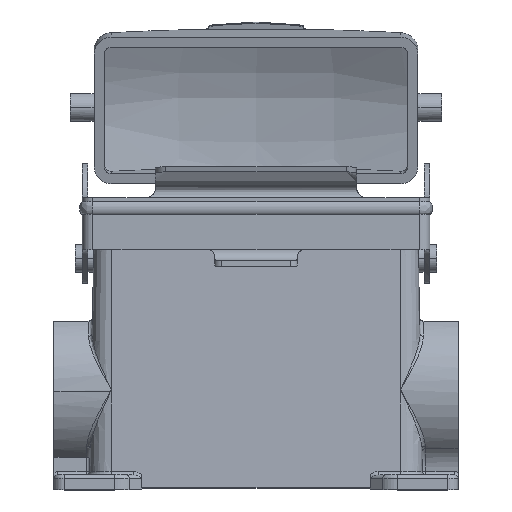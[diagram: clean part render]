
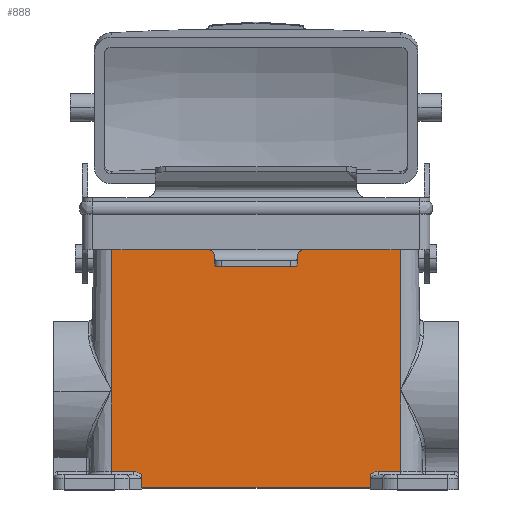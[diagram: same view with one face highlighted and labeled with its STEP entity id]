
A CAD part, top view. The second image highlights one B-rep face of the part: STEP entity #888.
In plain terms, the highlighted planar face has unit normal (0, 0.018, 1).
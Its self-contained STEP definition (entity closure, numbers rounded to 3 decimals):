
#61 = DIRECTION ( 'NONE',  ( 0., 1., -0.017 ) ) ;
#73 = EDGE_CURVE ( 'NONE', #1763, #14555, #21656, .T. ) ;
#169 = LINE ( 'NONE', #22669, #4747 ) ;
#235 = EDGE_CURVE ( 'NONE', #3390, #11891, #169, .T. ) ;
#888 = ADVANCED_FACE ( 'NONE', ( #12095 ), #23801, .T. ) ;
#1147 = DIRECTION ( 'NONE',  ( 0., 1., -0.017 ) ) ;
#1733 = CARTESIAN_POINT ( 'NONE',  ( 33.1, -72.351, 23.073 ) ) ;
#1755 = CARTESIAN_POINT ( 'NONE',  ( -33.1, -72.351, 23.073 ) ) ;
#1763 = VERTEX_POINT ( 'NONE', #9402 ) ;
#1965 = CARTESIAN_POINT ( 'NONE',  ( -41.875, -47.805, 22.644 ) ) ;
#2070 = ORIENTED_EDGE ( 'NONE', *, *, #20153, .F. ) ;
#2634 = CARTESIAN_POINT ( 'NONE',  ( -35.431, -71.467, 23.057 ) ) ;
#2679 = ORIENTED_EDGE ( 'NONE', *, *, #18651, .T. ) ;
#2717 = ORIENTED_EDGE ( 'NONE', *, *, #73, .T. ) ;
#2970 = ORIENTED_EDGE ( 'NONE', *, *, #20570, .T. ) ;
#3108 = DIRECTION ( 'NONE',  ( 0., 1., -0.017 ) ) ;
#3196 = CARTESIAN_POINT ( 'NONE',  ( 33.1, -76.2, 23.14 ) ) ;
#3336 = VECTOR ( 'NONE', #61, 1000. ) ;
#3378 = EDGE_CURVE ( 'NONE', #4353, #1763, #8440, .T. ) ;
#3390 = VERTEX_POINT ( 'NONE', #1965 ) ;
#3651 = LINE ( 'NONE', #14676, #13951 ) ;
#3720 = CARTESIAN_POINT ( 'NONE',  ( 33.627, -71.787, 23.063 ) ) ;
#4124 = ORIENTED_EDGE ( 'NONE', *, *, #3378, .T. ) ;
#4165 = VECTOR ( 'NONE', #5961, 1000. ) ;
#4353 = VERTEX_POINT ( 'NONE', #16940 ) ;
#4422 = VECTOR ( 'NONE', #17695, 1000. ) ;
#4624 = CARTESIAN_POINT ( 'NONE',  ( -33.627, -71.787, 23.063 ) ) ;
#4747 = VECTOR ( 'NONE', #13041, 1000. ) ;
#5262 = VERTEX_POINT ( 'NONE', #11703 ) ;
#5961 = DIRECTION ( 'NONE',  ( 0., 1., -0.017 ) ) ;
#6437 = DIRECTION ( 'NONE',  ( 1., 0., 0. ) ) ;
#6476 = CARTESIAN_POINT ( 'NONE',  ( -41.875, 0., 21.81 ) ) ;
#6537 = CARTESIAN_POINT ( 'NONE',  ( 33.1, -72.351, 23.073 ) ) ;
#6540 = ORIENTED_EDGE ( 'NONE', *, *, #235, .F. ) ;
#6940 = VERTEX_POINT ( 'NONE', #10778 ) ;
#6999 = VERTEX_POINT ( 'NONE', #10951 ) ;
#7096 = LINE ( 'NONE', #17986, #21937 ) ;
#7821 = VECTOR ( 'NONE', #11765, 1000. ) ;
#8409 = DIRECTION ( 'NONE',  ( 0., -1., 0.017 ) ) ;
#8440 = LINE ( 'NONE', #21406, #7821 ) ;
#8954 = AXIS2_PLACEMENT_3D ( 'NONE', #6476, #19987, #8409 ) ;
#9402 = CARTESIAN_POINT ( 'NONE',  ( 41.875, -71.467, 23.057 ) ) ;
#9476 = ORIENTED_EDGE ( 'NONE', *, *, #15116, .T. ) ;
#9529 = CARTESIAN_POINT ( 'NONE',  ( 35.431, -71.467, 23.057 ) ) ;
#10778 = CARTESIAN_POINT ( 'NONE',  ( -33.1, -76.2, 23.14 ) ) ;
#10951 = CARTESIAN_POINT ( 'NONE',  ( -41.875, -71.467, 23.057 ) ) ;
#11703 = CARTESIAN_POINT ( 'NONE',  ( 41.875, -5., 21.897 ) ) ;
#11765 = DIRECTION ( 'NONE',  ( 1., 0., 0. ) ) ;
#11891 = VERTEX_POINT ( 'NONE', #22736 ) ;
#12095 = FACE_OUTER_BOUND ( 'NONE', #12282, .T. ) ;
#12157 = ORIENTED_EDGE ( 'NONE', *, *, #20016, .T. ) ;
#12186 = CARTESIAN_POINT ( 'NONE',  ( -34.47, -71.467, 23.057 ) ) ;
#12248 =( BOUNDED_CURVE ( )  B_SPLINE_CURVE ( 3, ( #2634, #12186, #4624, #18103 ),
 .UNSPECIFIED., .F., .F. ) 
 B_SPLINE_CURVE_WITH_KNOTS ( ( 4, 4 ),
 ( 1.595, 2.574 ),
 .UNSPECIFIED. ) 
 CURVE ( )  GEOMETRIC_REPRESENTATION_ITEM ( )  RATIONAL_B_SPLINE_CURVE ( ( 1., 0.922, 0.922, 1. ) ) 
 REPRESENTATION_ITEM ( '' )  );
#12282 = EDGE_LOOP ( 'NONE', ( #2679, #2070, #12157, #19720, #2970, #4124, #2717, #19985, #23629, #6540, #24359, #9476 ) ) ;
#12521 = VECTOR ( 'NONE', #20871, 1000. ) ;
#12716 = CARTESIAN_POINT ( 'NONE',  ( -33.1, 0., 21.81 ) ) ;
#12810 = LINE ( 'NONE', #12716, #23109 ) ;
#13041 = DIRECTION ( 'NONE',  ( 0., 1., -0.017 ) ) ;
#13186 = CARTESIAN_POINT ( 'NONE',  ( -41.875, -71.467, 23.057 ) ) ;
#13584 = CARTESIAN_POINT ( 'NONE',  ( 41.875, -47.805, 22.644 ) ) ;
#13603 = CARTESIAN_POINT ( 'NONE',  ( 33.1, 0., 21.81 ) ) ;
#13951 = VECTOR ( 'NONE', #3108, 1000. ) ;
#14051 = EDGE_CURVE ( 'NONE', #6999, #3390, #19560, .T. ) ;
#14555 = VERTEX_POINT ( 'NONE', #13584 ) ;
#14676 = CARTESIAN_POINT ( 'NONE',  ( 41.875, 0., 21.81 ) ) ;
#14776 = VERTEX_POINT ( 'NONE', #6537 ) ;
#15116 = EDGE_CURVE ( 'NONE', #6999, #18669, #22184, .T. ) ;
#15249 = EDGE_CURVE ( 'NONE', #5262, #11891, #24330, .T. ) ;
#16495 = VECTOR ( 'NONE', #22040, 1000. ) ;
#16940 = CARTESIAN_POINT ( 'NONE',  ( 35.431, -71.467, 23.057 ) ) ;
#17695 = DIRECTION ( 'NONE',  ( -1., 0., 0. ) ) ;
#17986 = CARTESIAN_POINT ( 'NONE',  ( 41.875, -76.2, 23.14 ) ) ;
#17994 = EDGE_CURVE ( 'NONE', #14555, #5262, #3651, .T. ) ;
#18103 = CARTESIAN_POINT ( 'NONE',  ( -33.1, -72.351, 23.073 ) ) ;
#18162 = EDGE_CURVE ( 'NONE', #20186, #14776, #23914, .T. ) ;
#18179 = CARTESIAN_POINT ( 'NONE',  ( 41.875, 0., 21.81 ) ) ;
#18651 = EDGE_CURVE ( 'NONE', #18669, #18928, #12248, .T. ) ;
#18669 = VERTEX_POINT ( 'NONE', #23778 ) ;
#18928 = VERTEX_POINT ( 'NONE', #1755 ) ;
#19475 = CARTESIAN_POINT ( 'NONE',  ( -41.875, 0., 21.81 ) ) ;
#19560 = LINE ( 'NONE', #19475, #4165 ) ;
#19652 = CARTESIAN_POINT ( 'NONE',  ( -41.875, -5., 21.897 ) ) ;
#19720 = ORIENTED_EDGE ( 'NONE', *, *, #18162, .T. ) ;
#19985 = ORIENTED_EDGE ( 'NONE', *, *, #17994, .T. ) ;
#19987 = DIRECTION ( 'NONE',  ( 0., 0.017, 1. ) ) ;
#20016 = EDGE_CURVE ( 'NONE', #6940, #20186, #7096, .T. ) ;
#20153 = EDGE_CURVE ( 'NONE', #6940, #18928, #12810, .T. ) ;
#20186 = VERTEX_POINT ( 'NONE', #3196 ) ;
#20570 = EDGE_CURVE ( 'NONE', #14776, #4353, #21895, .T. ) ;
#20871 = DIRECTION ( 'NONE',  ( 1., 0., 0. ) ) ;
#21095 = CARTESIAN_POINT ( 'NONE',  ( 34.47, -71.467, 23.057 ) ) ;
#21406 = CARTESIAN_POINT ( 'NONE',  ( -41.875, -71.467, 23.057 ) ) ;
#21656 = LINE ( 'NONE', #18179, #16495 ) ;
#21895 =( BOUNDED_CURVE ( )  B_SPLINE_CURVE ( 3, ( #1733, #3720, #21095, #9529 ),
 .UNSPECIFIED., .F., .F. ) 
 B_SPLINE_CURVE_WITH_KNOTS ( ( 4, 4 ),
 ( 0.567, 1.546 ),
 .UNSPECIFIED. ) 
 CURVE ( )  GEOMETRIC_REPRESENTATION_ITEM ( )  RATIONAL_B_SPLINE_CURVE ( ( 1., 0.922, 0.922, 1. ) ) 
 REPRESENTATION_ITEM ( '' )  );
#21937 = VECTOR ( 'NONE', #6437, 1000. ) ;
#22040 = DIRECTION ( 'NONE',  ( 0., 1., -0.017 ) ) ;
#22184 = LINE ( 'NONE', #13186, #12521 ) ;
#22669 = CARTESIAN_POINT ( 'NONE',  ( -41.875, 0., 21.81 ) ) ;
#22736 = CARTESIAN_POINT ( 'NONE',  ( -41.875, -5., 21.897 ) ) ;
#23109 = VECTOR ( 'NONE', #1147, 1000. ) ;
#23629 = ORIENTED_EDGE ( 'NONE', *, *, #15249, .T. ) ;
#23778 = CARTESIAN_POINT ( 'NONE',  ( -35.431, -71.467, 23.057 ) ) ;
#23801 = PLANE ( 'NONE',  #8954 ) ;
#23914 = LINE ( 'NONE', #13603, #3336 ) ;
#24330 = LINE ( 'NONE', #19652, #4422 ) ;
#24359 = ORIENTED_EDGE ( 'NONE', *, *, #14051, .F. ) ;
